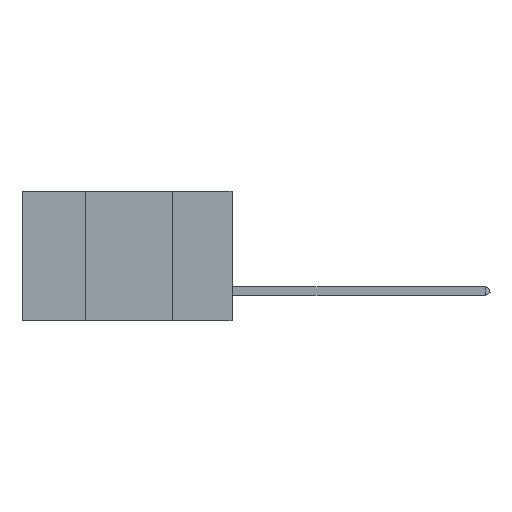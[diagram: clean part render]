
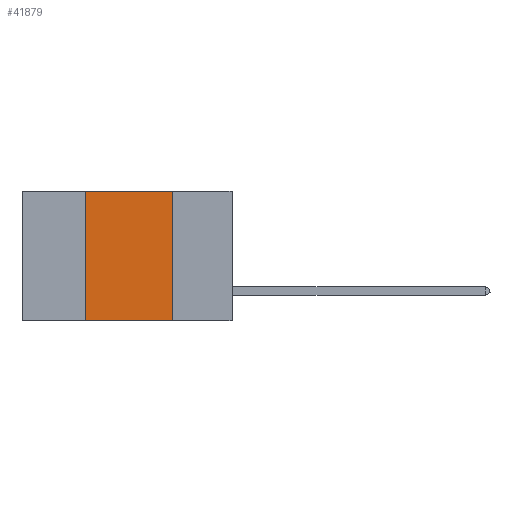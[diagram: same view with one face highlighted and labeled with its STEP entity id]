
A CAD part, left-side view. The second image highlights one B-rep face of the part: STEP entity #41879.
In plain terms, the highlighted planar face has unit normal (-1, 0, 0).
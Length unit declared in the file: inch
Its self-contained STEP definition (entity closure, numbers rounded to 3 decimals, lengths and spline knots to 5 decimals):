
#2260 = ORIENTED_EDGE ( 'NONE', *, *, #12895, .T. ) ;
#2806 = LINE ( 'NONE', #25692, #6401 ) ;
#2850 = DIRECTION ( 'NONE',  ( 0., -1., 0. ) ) ;
#2992 = DIRECTION ( 'NONE',  ( 1., 0., 0. ) ) ;
#4020 = LINE ( 'NONE', #16179, #29674 ) ;
#6401 = VECTOR ( 'NONE', #2850, 39.37008 ) ;
#8169 = CARTESIAN_POINT ( 'NONE',  ( 0., 0.17, -0.37 ) ) ;
#9914 = EDGE_CURVE ( 'NONE', #19503, #34504, #23326, .T. ) ;
#10325 = ORIENTED_EDGE ( 'NONE', *, *, #44541, .F. ) ;
#10344 = CARTESIAN_POINT ( 'NONE',  ( 0., 0.6, 0. ) ) ;
#12855 = DIRECTION ( 'NONE',  ( 0., 0., 1. ) ) ;
#12895 = EDGE_CURVE ( 'NONE', #19503, #36884, #4020, .T. ) ;
#14998 = ORIENTED_EDGE ( 'NONE', *, *, #38806, .F. ) ;
#16066 = AXIS2_PLACEMENT_3D ( 'NONE', #10344, #2992, #48858 ) ;
#16179 = CARTESIAN_POINT ( 'NONE',  ( 0., 0.6, -0.37 ) ) ;
#16359 = DIRECTION ( 'NONE',  ( 0., -1., 0. ) ) ;
#18229 = PLANE ( 'NONE',  #16066 ) ;
#19503 = VERTEX_POINT ( 'NONE', #45333 ) ;
#20745 = ORIENTED_EDGE ( 'NONE', *, *, #9914, .F. ) ;
#22467 = CARTESIAN_POINT ( 'NONE',  ( 0., 0.17, 0. ) ) ;
#23326 = LINE ( 'NONE', #28524, #26285 ) ;
#25692 = CARTESIAN_POINT ( 'NONE',  ( 0., 0.6, 0. ) ) ;
#26285 = VECTOR ( 'NONE', #12855, 39.37008 ) ;
#28524 = CARTESIAN_POINT ( 'NONE',  ( 0., 0.42, 0. ) ) ;
#29674 = VECTOR ( 'NONE', #16359, 39.37008 ) ;
#31630 = CARTESIAN_POINT ( 'NONE',  ( 0., 0.42, 0. ) ) ;
#34504 = VERTEX_POINT ( 'NONE', #31630 ) ;
#35398 = FACE_OUTER_BOUND ( 'NONE', #47002, .T. ) ;
#36884 = VERTEX_POINT ( 'NONE', #8169 ) ;
#38806 = EDGE_CURVE ( 'NONE', #34504, #39033, #2806, .T. ) ;
#39033 = VERTEX_POINT ( 'NONE', #22467 ) ;
#39236 = DIRECTION ( 'NONE',  ( 0., 0., -1. ) ) ;
#39571 = CARTESIAN_POINT ( 'NONE',  ( 0., 0.17, 0. ) ) ;
#40582 = VECTOR ( 'NONE', #39236, 39.37008 ) ;
#41879 = ADVANCED_FACE ( 'NONE', ( #35398 ), #18229, .F. ) ;
#44541 = EDGE_CURVE ( 'NONE', #39033, #36884, #44800, .T. ) ;
#44800 = LINE ( 'NONE', #39571, #40582 ) ;
#45333 = CARTESIAN_POINT ( 'NONE',  ( 0., 0.42, -0.37 ) ) ;
#47002 = EDGE_LOOP ( 'NONE', ( #10325, #14998, #20745, #2260 ) ) ;
#48858 = DIRECTION ( 'NONE',  ( 0., 0., -1. ) ) ;
